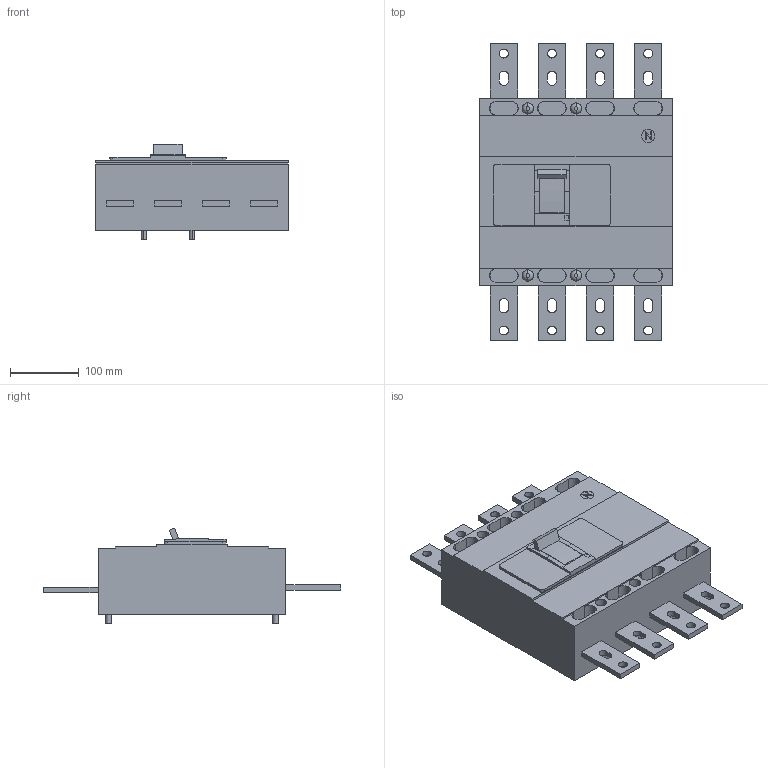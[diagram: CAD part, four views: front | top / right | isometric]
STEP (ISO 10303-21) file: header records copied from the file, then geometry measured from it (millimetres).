
FILE_DESCRIPTION(('CoCreate Modeling STEP Export'),'2;1');
FILE_NAME('Ｓ６３０ＮＥ４Ｆ.stp','2016-03-29T10:03:41',(''),(''),'CoCreate Modeling STEP processor for AP214 (Solid Model)','CoCreate Modeling 17.0 01-Apr-2010 (C) Parametric Technology GmbH','');
FILE_SCHEMA(('AUTOMOTIVE_DESIGN { 1 0 10303 214 1 1 1 1 }'));
Length unit declared in the file: millimetre
Products named in the file (3): P1; P2.3; Ｓ６３０ＮＥ４Ｆ
Assembly tree (5 placements, depth 2):
  Ｓ６３０ＮＥ４Ｆ
    P2.3  x4
    P1
Bounding box: 280 x 433 x 139.18 mm (x, y, z)
Volume: 7343568.6 mm3; surface area: 432946.5 mm2
Topology: 5 solids, 5 shells, 290 faces, 844 edges, 560 vertices
Faces by surface type: plane 177, cylinder 105, torus 8
Entity records: 9168 total; most frequent: ORIENTED_EDGE 1592, CARTESIAN_POINT 1392, DIRECTION 1230, EDGE_CURVE 796, VERTEX_POINT 530, VECTOR 494, LINE 494, AXIS2_PLACEMENT_3D 368
